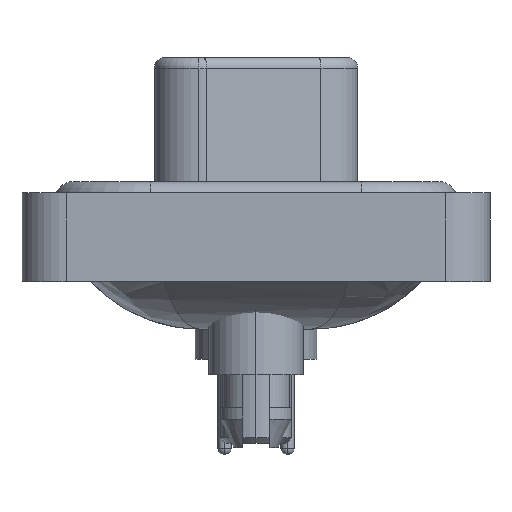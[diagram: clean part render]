
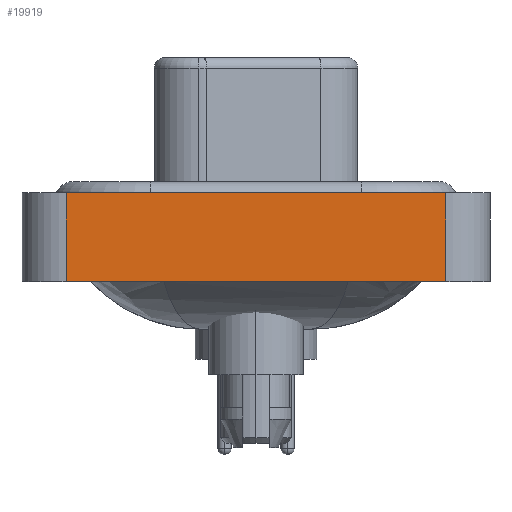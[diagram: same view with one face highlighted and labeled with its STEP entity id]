
A CAD part, left-side view. The second image highlights one B-rep face of the part: STEP entity #19919.
In plain terms, the highlighted planar face has unit normal (-1, 0, 0).
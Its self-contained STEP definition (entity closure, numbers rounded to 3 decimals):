
#390 = VERTEX_POINT ( 'NONE', #2121 ) ;
#537 = EDGE_CURVE ( 'NONE', #21845, #9324, #19380, .T. ) ;
#822 = LINE ( 'NONE', #19715, #23465 ) ;
#1169 = EDGE_LOOP ( 'NONE', ( #16558, #15641, #17195, #5787 ) ) ;
#2121 = CARTESIAN_POINT ( 'NONE',  ( -7.35, 8.55, 0.4 ) ) ;
#5076 = CARTESIAN_POINT ( 'NONE',  ( -7.35, 8.55, -3.6 ) ) ;
#5787 = ORIENTED_EDGE ( 'NONE', *, *, #537, .T. ) ;
#6289 = AXIS2_PLACEMENT_3D ( 'NONE', #19161, #15558, #17819 ) ;
#6342 = VERTEX_POINT ( 'NONE', #20743 ) ;
#6649 = DIRECTION ( 'NONE',  ( 0., -1., 0. ) ) ;
#7635 = CARTESIAN_POINT ( 'NONE',  ( -7.35, -8.55, -3.6 ) ) ;
#8269 = PLANE ( 'NONE',  #6289 ) ;
#9324 = VERTEX_POINT ( 'NONE', #7635 ) ;
#10184 = CARTESIAN_POINT ( 'NONE',  ( -7.35, -8.55, -3.6 ) ) ;
#10508 = LINE ( 'NONE', #5076, #15115 ) ;
#12363 = DIRECTION ( 'NONE',  ( 0., -1., 0. ) ) ;
#12416 = DIRECTION ( 'NONE',  ( 0., 0., 1. ) ) ;
#12531 = LINE ( 'NONE', #14386, #23341 ) ;
#12686 = EDGE_CURVE ( 'NONE', #9324, #6342, #12531, .T. ) ;
#13456 = EDGE_CURVE ( 'NONE', #390, #6342, #822, .T. ) ;
#14225 = EDGE_CURVE ( 'NONE', #21845, #390, #10508, .T. ) ;
#14386 = CARTESIAN_POINT ( 'NONE',  ( -7.35, -8.55, -3.6 ) ) ;
#14954 = CARTESIAN_POINT ( 'NONE',  ( -7.35, 8.55, -3.6 ) ) ;
#15115 = VECTOR ( 'NONE', #23318, 1000. ) ;
#15558 = DIRECTION ( 'NONE',  ( -1., 0., 0. ) ) ;
#15641 = ORIENTED_EDGE ( 'NONE', *, *, #13456, .F. ) ;
#15800 = FACE_OUTER_BOUND ( 'NONE', #1169, .T. ) ;
#16558 = ORIENTED_EDGE ( 'NONE', *, *, #12686, .T. ) ;
#17195 = ORIENTED_EDGE ( 'NONE', *, *, #14225, .F. ) ;
#17819 = DIRECTION ( 'NONE',  ( 0., 0., 1. ) ) ;
#18781 = VECTOR ( 'NONE', #12363, 1000. ) ;
#19161 = CARTESIAN_POINT ( 'NONE',  ( -7.35, -8.55, -3.6 ) ) ;
#19380 = LINE ( 'NONE', #10184, #18781 ) ;
#19715 = CARTESIAN_POINT ( 'NONE',  ( -7.35, -8.55, 0.4 ) ) ;
#19919 = ADVANCED_FACE ( 'NONE', ( #15800 ), #8269, .T. ) ;
#20743 = CARTESIAN_POINT ( 'NONE',  ( -7.35, -8.55, 0.4 ) ) ;
#21845 = VERTEX_POINT ( 'NONE', #14954 ) ;
#23318 = DIRECTION ( 'NONE',  ( 0., 0., 1. ) ) ;
#23341 = VECTOR ( 'NONE', #12416, 1000. ) ;
#23465 = VECTOR ( 'NONE', #6649, 1000. ) ;
